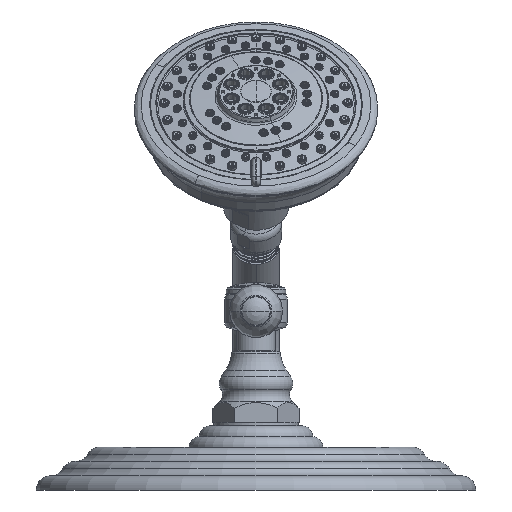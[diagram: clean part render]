
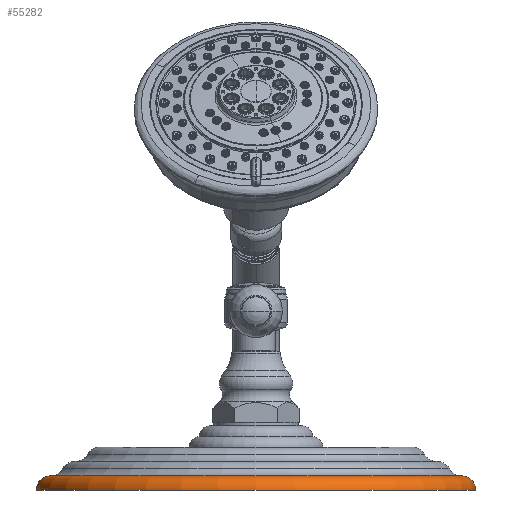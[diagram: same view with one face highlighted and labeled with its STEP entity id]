
A CAD part, front view. The second image highlights one B-rep face of the part: STEP entity #55282.
In plain terms, the highlighted toroidal (fillet/blend) face has major radius 92.075 mm and minor radius 6.35 mm.
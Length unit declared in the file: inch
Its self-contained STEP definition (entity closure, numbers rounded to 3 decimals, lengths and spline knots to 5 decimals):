
#49759=CARTESIAN_POINT('',(0.,10.,0.25));
#49760=DIRECTION('',(0.,0.,-1.));
#49761=DIRECTION('',(1.,0.,0.));
#49762=AXIS2_PLACEMENT_3D('',#49759,#49760,#49761);
#49784=CARTESIAN_POINT('',(3.625,10.,0.));
#49785=DIRECTION('',(0.,-1.,0.));
#49786=DIRECTION('',(1.,0.,0.));
#49787=AXIS2_PLACEMENT_3D('',#49784,#49785,#49786);
#49789=CARTESIAN_POINT('',(-3.625,10.,0.));
#49790=DIRECTION('',(0.,1.,0.));
#49791=DIRECTION('',(-1.,0.,0.));
#49792=AXIS2_PLACEMENT_3D('',#49789,#49790,#49791);
#49794=CARTESIAN_POINT('',(0.,10.,0.));
#49795=DIRECTION('',(0.,0.,-1.));
#49796=DIRECTION('',(1.,0.,0.));
#49797=AXIS2_PLACEMENT_3D('',#49794,#49795,#49796);
#52175=CARTESIAN_POINT('',(3.625,10.,0.25));
#52177=VERTEX_POINT('',#52175);
#52185=CARTESIAN_POINT('',(-3.625,10.,0.25));
#52187=VERTEX_POINT('',#52185);
#52759=CARTESIAN_POINT('',(3.875,10.,0.));
#52760=CARTESIAN_POINT('',(-3.875,10.,0.));
#52761=VERTEX_POINT('',#52759);
#52762=VERTEX_POINT('',#52760);
#55271=CARTESIAN_POINT('',(0.,10.,0.));
#55272=DIRECTION('',(0.,0.,-1.));
#55273=DIRECTION('',(-1.,0.,0.));
#55274=AXIS2_PLACEMENT_3D('',#55271,#55272,#55273);
#55275=TOROIDAL_SURFACE('',#55274,3.625,0.25);
#55276=ORIENTED_EDGE('',*,*,#55265,.T.);
#55277=ORIENTED_EDGE('',*,*,#55255,.T.);
#55278=ORIENTED_EDGE('',*,*,#55224,.F.);
#55279=ORIENTED_EDGE('',*,*,#55252,.F.);
#55280=EDGE_LOOP('',(#55276,#55277,#55278,#55279));
#55281=FACE_OUTER_BOUND('',#55280,.F.);
#55282=ADVANCED_FACE('',(#55281),#55275,.T.);
#49763=CIRCLE('',#49762,3.625);
#49788=CIRCLE('',#49787,0.25);
#49793=CIRCLE('',#49792,0.25);
#49798=CIRCLE('',#49797,3.875);
#55224=EDGE_CURVE('',#52177,#52187,#49763,.T.);
#55252=EDGE_CURVE('',#52761,#52177,#49788,.T.);
#55255=EDGE_CURVE('',#52762,#52187,#49793,.T.);
#55265=EDGE_CURVE('',#52761,#52762,#49798,.T.);
